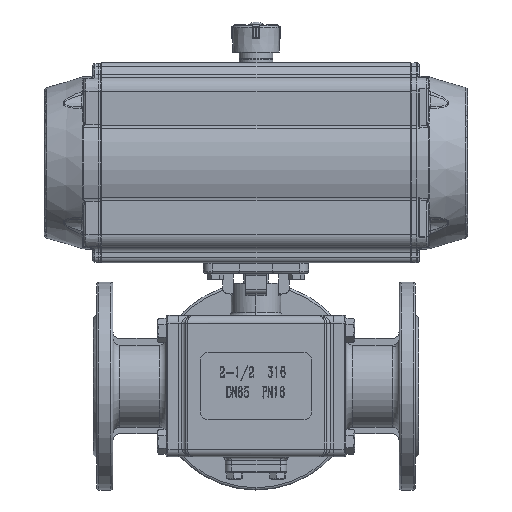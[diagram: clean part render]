
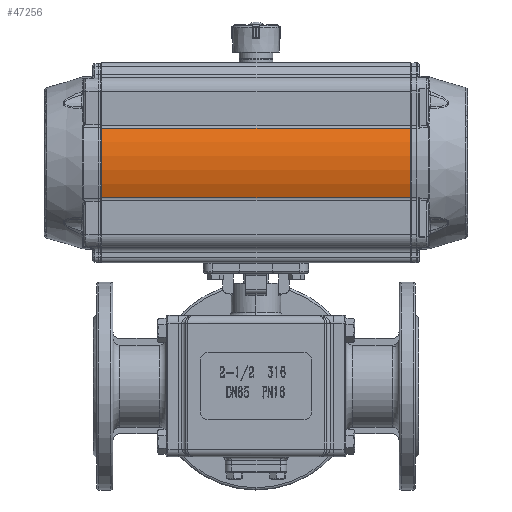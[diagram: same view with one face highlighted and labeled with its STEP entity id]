
A CAD part, left-side view. The second image highlights one B-rep face of the part: STEP entity #47256.
In plain terms, the highlighted cylindrical face has radius 77 mm (diameter 154 mm), a partial arc.
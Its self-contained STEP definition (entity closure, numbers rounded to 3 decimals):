
#3391=LINE('',#80208,#6390);
#3392=LINE('',#80218,#6391);
#6390=VECTOR('',#58178,1000.);
#6391=VECTOR('',#58189,1000.);
#8454=CYLINDRICAL_SURFACE('',#51104,77.);
#15493=ORIENTED_EDGE('',*,*,#27543,.F.);
#15494=ORIENTED_EDGE('',*,*,#27540,.T.);
#15495=ORIENTED_EDGE('',*,*,#27544,.T.);
#15496=ORIENTED_EDGE('',*,*,#27545,.T.);
#27540=EDGE_CURVE('',#33878,#33879,#3391,.T.);
#27543=EDGE_CURVE('',#33878,#33880,#37593,.T.);
#27544=EDGE_CURVE('',#33879,#33881,#37594,.T.);
#27545=EDGE_CURVE('',#33881,#33880,#3392,.T.);
#33878=VERTEX_POINT('',#80209);
#33879=VERTEX_POINT('',#80210);
#33880=VERTEX_POINT('',#80215);
#33881=VERTEX_POINT('',#80217);
#37593=CIRCLE('',#51105,77.);
#37594=CIRCLE('',#51106,77.);
#40051=EDGE_LOOP('',(#15493,#15494,#15495,#15496));
#43505=FACE_BOUND('',#40051,.T.);
#47256=ADVANCED_FACE('',(#43505),#8454,.T.);
#51104=AXIS2_PLACEMENT_3D('',#80213,#58183,#58184);
#51105=AXIS2_PLACEMENT_3D('',#80214,#58185,#58186);
#51106=AXIS2_PLACEMENT_3D('',#80216,#58187,#58188);
#58178=DIRECTION('',(0.,0.,-1.));
#58183=DIRECTION('',(0.,0.,1.));
#58184=DIRECTION('',(1.,0.,0.));
#58185=DIRECTION('',(0.,0.,1.));
#58186=DIRECTION('',(1.,0.,0.));
#58187=DIRECTION('',(0.,0.,1.));
#58188=DIRECTION('',(1.,0.,0.));
#58189=DIRECTION('',(0.,0.,1.));
#80208=CARTESIAN_POINT('',(-70.506,30.95,0.));
#80209=CARTESIAN_POINT('',(-70.506,30.95,275.));
#80210=CARTESIAN_POINT('',(-70.506,30.95,0.));
#80213=CARTESIAN_POINT('',(0.,0.,0.));
#80214=CARTESIAN_POINT('',(0.,0.,275.));
#80215=CARTESIAN_POINT('',(-70.506,-30.95,275.));
#80216=CARTESIAN_POINT('',(0.,0.,0.));
#80217=CARTESIAN_POINT('',(-70.506,-30.95,0.));
#80218=CARTESIAN_POINT('',(-70.506,-30.95,0.));
